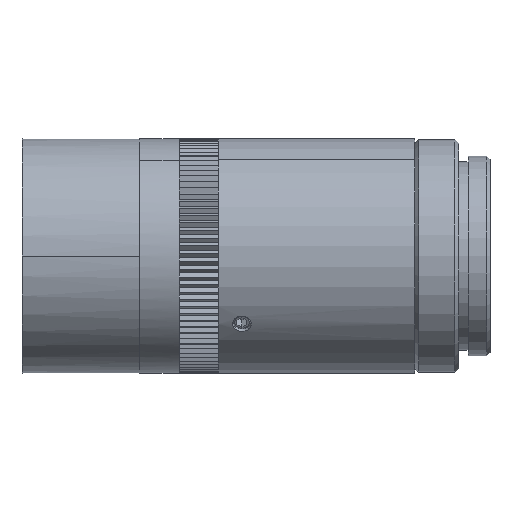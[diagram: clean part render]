
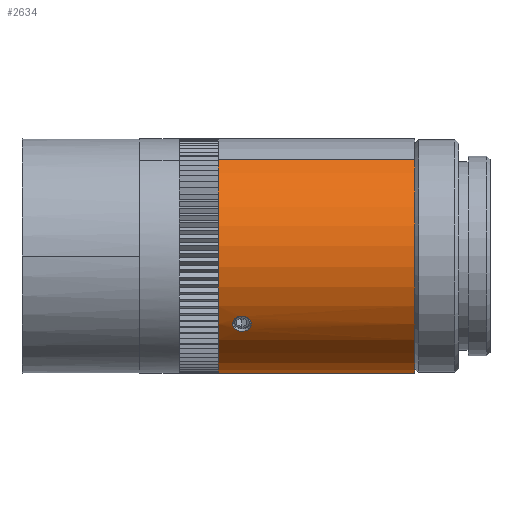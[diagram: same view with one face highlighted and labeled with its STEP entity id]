
A CAD part, front view. The second image highlights one B-rep face of the part: STEP entity #2634.
In plain terms, the highlighted cylindrical face has radius 15 mm (diameter 30 mm), a partial arc.
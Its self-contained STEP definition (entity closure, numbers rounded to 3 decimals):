
#1056 = AXIS2_PLACEMENT_3D ( 'NONE', #6931, #6917, #6933 ) ;
#1643 = ORIENTED_EDGE ( 'NONE', *, *, #9180, .T. ) ;
#1694 = ORIENTED_EDGE ( 'NONE', *, *, #9193, .T. ) ;
#2634 = ADVANCED_FACE ( 'NONE', ( #6930, #6926 ), #6929, .T. ) ;
#2684 = AXIS2_PLACEMENT_3D ( 'NONE', #9531, #9532, #9533 ) ;
#2698 = CIRCLE ( 'NONE', #2932, 15. ) ;
#2722 = VECTOR ( 'NONE', #9503, 1000. ) ;
#2776 = CIRCLE ( 'NONE', #2684, 15. ) ;
#2806 = VECTOR ( 'NONE', #9486, 1000. ) ;
#2932 = AXIS2_PLACEMENT_3D ( 'NONE', #9511, #9512, #9513 ) ;
#6917 = DIRECTION ( 'NONE',  ( -1., 0., 0. ) ) ;
#6926 = FACE_OUTER_BOUND ( 'NONE', #8188, .T. ) ;
#6929 = CYLINDRICAL_SURFACE ( 'NONE', #1056, 15. ) ;
#6930 = FACE_BOUND ( 'NONE', #8037, .T. ) ;
#6931 = CARTESIAN_POINT ( 'NONE',  ( 50.011, 0., 0. ) ) ;
#6933 = DIRECTION ( 'NONE',  ( 0., 0.577, -0.817 ) ) ;
#8037 = EDGE_LOOP ( 'NONE', ( #1694, #1643 ) ) ;
#8188 = EDGE_LOOP ( 'NONE', ( #8463, #8544, #8374, #8509 ) ) ;
#8374 = ORIENTED_EDGE ( 'NONE', *, *, #9162, .T. ) ;
#8463 = ORIENTED_EDGE ( 'NONE', *, *, #9168, .T. ) ;
#8509 = ORIENTED_EDGE ( 'NONE', *, *, #9158, .F. ) ;
#8544 = ORIENTED_EDGE ( 'NONE', *, *, #9152, .T. ) ;
#9152 = EDGE_CURVE ( 'NONE', #11042, #10902, #9483, .T. ) ;
#9158 = EDGE_CURVE ( 'NONE', #10808, #11040, #9501, .T. ) ;
#9162 = EDGE_CURVE ( 'NONE', #10902, #11040, #2698, .T. ) ;
#9168 = EDGE_CURVE ( 'NONE', #10808, #11042, #2776, .T. ) ;
#9180 = EDGE_CURVE ( 'NONE', #10806, #10841, #13212, .T. ) ;
#9193 = EDGE_CURVE ( 'NONE', #10841, #10806, #13215, .T. ) ;
#9483 = LINE ( 'NONE', #9485, #2806 ) ;
#9485 = CARTESIAN_POINT ( 'NONE',  ( 50.011, -8.66, 12.248 ) ) ;
#9486 = DIRECTION ( 'NONE',  ( -1., 0., 0. ) ) ;
#9501 = LINE ( 'NONE', #9502, #2722 ) ;
#9502 = CARTESIAN_POINT ( 'NONE',  ( 50.011, 8.66, -12.248 ) ) ;
#9503 = DIRECTION ( 'NONE',  ( -1., 0., 0. ) ) ;
#9511 = CARTESIAN_POINT ( 'NONE',  ( 25.011, 0., 0. ) ) ;
#9512 = DIRECTION ( 'NONE',  ( 1., 0., 0. ) ) ;
#9513 = DIRECTION ( 'NONE',  ( 0., 0.577, -0.817 ) ) ;
#9531 = CARTESIAN_POINT ( 'NONE',  ( 50.011, 0., 0. ) ) ;
#9532 = DIRECTION ( 'NONE',  ( -1., 0., 0. ) ) ;
#9533 = DIRECTION ( 'NONE',  ( 0., 0.577, -0.817 ) ) ;
#9564 = CARTESIAN_POINT ( 'NONE',  ( 26.819, -12.339, -8.531 ) ) ;
#9565 = CARTESIAN_POINT ( 'NONE',  ( 26.85, -12.426, -8.403 ) ) ;
#9569 = CARTESIAN_POINT ( 'NONE',  ( 26.819, -12.248, -8.66 ) ) ;
#9570 = CARTESIAN_POINT ( 'NONE',  ( 26.97, -12.586, -8.162 ) ) ;
#9571 = CARTESIAN_POINT ( 'NONE',  ( 27.058, -12.657, -8.051 ) ) ;
#9572 = CARTESIAN_POINT ( 'NONE',  ( 27.278, -12.774, -7.864 ) ) ;
#9573 = CARTESIAN_POINT ( 'NONE',  ( 27.411, -12.82, -7.788 ) ) ;
#9574 = CARTESIAN_POINT ( 'NONE',  ( 27.698, -12.881, -7.686 ) ) ;
#9575 = CARTESIAN_POINT ( 'NONE',  ( 27.855, -12.897, -7.659 ) ) ;
#9576 = CARTESIAN_POINT ( 'NONE',  ( 28.166, -12.898, -7.659 ) ) ;
#9577 = CARTESIAN_POINT ( 'NONE',  ( 28.322, -12.882, -7.685 ) ) ;
#9578 = CARTESIAN_POINT ( 'NONE',  ( 28.611, -12.82, -7.788 ) ) ;
#9579 = CARTESIAN_POINT ( 'NONE',  ( 28.743, -12.775, -7.863 ) ) ;
#9580 = CARTESIAN_POINT ( 'NONE',  ( 28.965, -12.656, -8.051 ) ) ;
#9581 = CARTESIAN_POINT ( 'NONE',  ( 29.053, -12.586, -8.162 ) ) ;
#9582 = CARTESIAN_POINT ( 'NONE',  ( 29.173, -12.426, -8.403 ) ) ;
#9583 = CARTESIAN_POINT ( 'NONE',  ( 29.204, -12.339, -8.531 ) ) ;
#9584 = CARTESIAN_POINT ( 'NONE',  ( 29.204, -12.248, -8.66 ) ) ;
#9615 = CARTESIAN_POINT ( 'NONE',  ( 29.204, -12.248, -8.66 ) ) ;
#9616 = CARTESIAN_POINT ( 'NONE',  ( 29.204, -12.157, -8.788 ) ) ;
#9621 = CARTESIAN_POINT ( 'NONE',  ( 29.173, -12.065, -8.913 ) ) ;
#9622 = CARTESIAN_POINT ( 'NONE',  ( 29.053, -11.892, -9.144 ) ) ;
#9623 = CARTESIAN_POINT ( 'NONE',  ( 28.965, -11.81, -9.248 ) ) ;
#9624 = CARTESIAN_POINT ( 'NONE',  ( 28.745, -11.673, -9.421 ) ) ;
#9625 = CARTESIAN_POINT ( 'NONE',  ( 28.612, -11.617, -9.49 ) ) ;
#9626 = CARTESIAN_POINT ( 'NONE',  ( 28.325, -11.541, -9.582 ) ) ;
#9627 = CARTESIAN_POINT ( 'NONE',  ( 28.168, -11.521, -9.606 ) ) ;
#9628 = CARTESIAN_POINT ( 'NONE',  ( 27.857, -11.52, -9.606 ) ) ;
#9629 = CARTESIAN_POINT ( 'NONE',  ( 27.7, -11.54, -9.582 ) ) ;
#9630 = CARTESIAN_POINT ( 'NONE',  ( 27.411, -11.616, -9.49 ) ) ;
#9631 = CARTESIAN_POINT ( 'NONE',  ( 27.28, -11.672, -9.422 ) ) ;
#9632 = CARTESIAN_POINT ( 'NONE',  ( 27.057, -11.811, -9.248 ) ) ;
#9633 = CARTESIAN_POINT ( 'NONE',  ( 26.97, -11.891, -9.144 ) ) ;
#9634 = CARTESIAN_POINT ( 'NONE',  ( 26.85, -12.065, -8.914 ) ) ;
#9635 = CARTESIAN_POINT ( 'NONE',  ( 26.819, -12.157, -8.788 ) ) ;
#9636 = CARTESIAN_POINT ( 'NONE',  ( 26.819, -12.248, -8.66 ) ) ;
#9979 = CARTESIAN_POINT ( 'NONE',  ( 26.819, -12.248, -8.66 ) ) ;
#9981 = CARTESIAN_POINT ( 'NONE',  ( 50.011, 8.66, -12.248 ) ) ;
#10007 = CARTESIAN_POINT ( 'NONE',  ( 29.204, -12.248, -8.66 ) ) ;
#10058 = CARTESIAN_POINT ( 'NONE',  ( 25.011, -8.66, 12.248 ) ) ;
#10175 = CARTESIAN_POINT ( 'NONE',  ( 25.011, 8.66, -12.248 ) ) ;
#10176 = CARTESIAN_POINT ( 'NONE',  ( 50.011, -8.66, 12.248 ) ) ;
#10806 = VERTEX_POINT ( 'NONE', #9979 ) ;
#10808 = VERTEX_POINT ( 'NONE', #9981 ) ;
#10841 = VERTEX_POINT ( 'NONE', #10007 ) ;
#10902 = VERTEX_POINT ( 'NONE', #10058 ) ;
#11040 = VERTEX_POINT ( 'NONE', #10175 ) ;
#11042 = VERTEX_POINT ( 'NONE', #10176 ) ;
#13212 = B_SPLINE_CURVE_WITH_KNOTS ( 'NONE', 3,
 ( #9569, #9564, #9565, #9570, #9571, #9572, #9573, #9574, #9575, #9576, #9577, #9578, #9579, #9580, #9581, #9582, #9583, #9584 ),
 .UNSPECIFIED., .F., .F.,
 ( 4, 2, 2, 2, 2, 2, 2, 2, 4 ),
 ( 0.004, 0.004, 0.005, 0.005, 0.006, 0.006, 0.007, 0.007, 0.007 ),
 .UNSPECIFIED. ) ;
#13215 = B_SPLINE_CURVE_WITH_KNOTS ( 'NONE', 3,
 ( #9615, #9616, #9621, #9622, #9623, #9624, #9625, #9626, #9627, #9628, #9629, #9630, #9631, #9632, #9633, #9634, #9635, #9636 ),
 .UNSPECIFIED., .F., .F.,
 ( 4, 2, 2, 2, 2, 2, 2, 2, 4 ),
 ( 0., 0., 0.001, 0.001, 0.002, 0.002, 0.003, 0.003, 0.004 ),
 .UNSPECIFIED. ) ;
